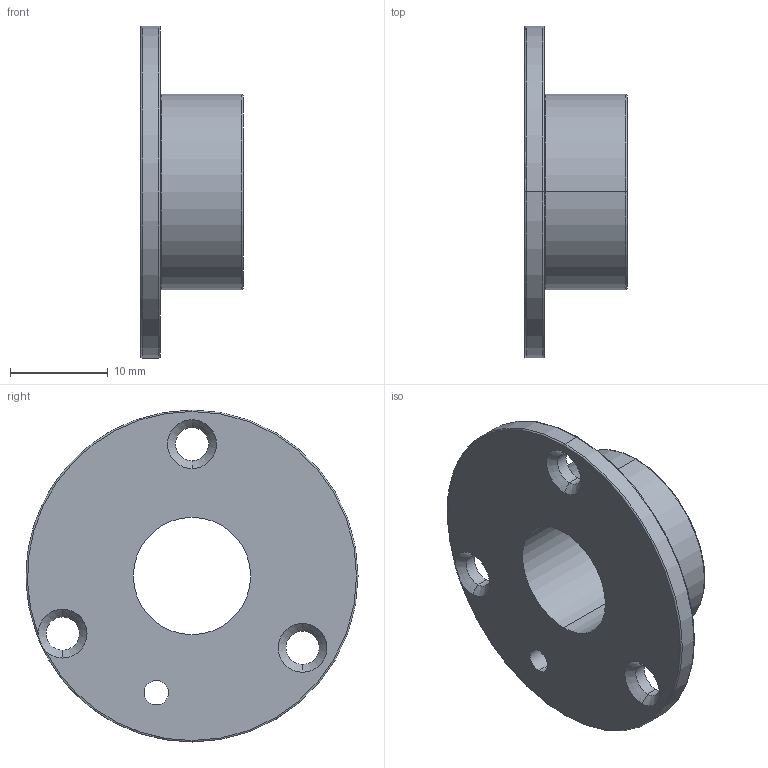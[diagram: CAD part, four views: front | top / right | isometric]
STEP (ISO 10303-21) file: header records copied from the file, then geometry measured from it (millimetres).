
FILE_DESCRIPTION (( 'STEP AP214' ), '1' );
FILE_NAME ('Main Shaft Bushing Left.STEP', '2025-07-06T08:34:21', ( '' ), ( '' ), 'SwSTEP 2.0', 'SolidWorks 2025', '' );
FILE_SCHEMA (( 'AUTOMOTIVE_DESIGN' ));
Length unit declared in the file: millimetre
Products named in the file (1): Main Shaft Bushing Left
Bounding box: 10.5 x 34 x 34 mm (x, y, z)
Volume: 3216.6 mm3; surface area: 2703.6 mm2
Topology: 1 solids, 1 shells, 33 faces, 77 edges, 46 vertices
Faces by surface type: cylinder 14, cone 8, torus 8, plane 3
Entity records: 1022 total; most frequent: DIRECTION 198, CARTESIAN_POINT 170, ORIENTED_EDGE 154, AXIS2_PLACEMENT_3D 88, EDGE_CURVE 77, CIRCLE 54, VERTEX_POINT 46, EDGE_LOOP 43
